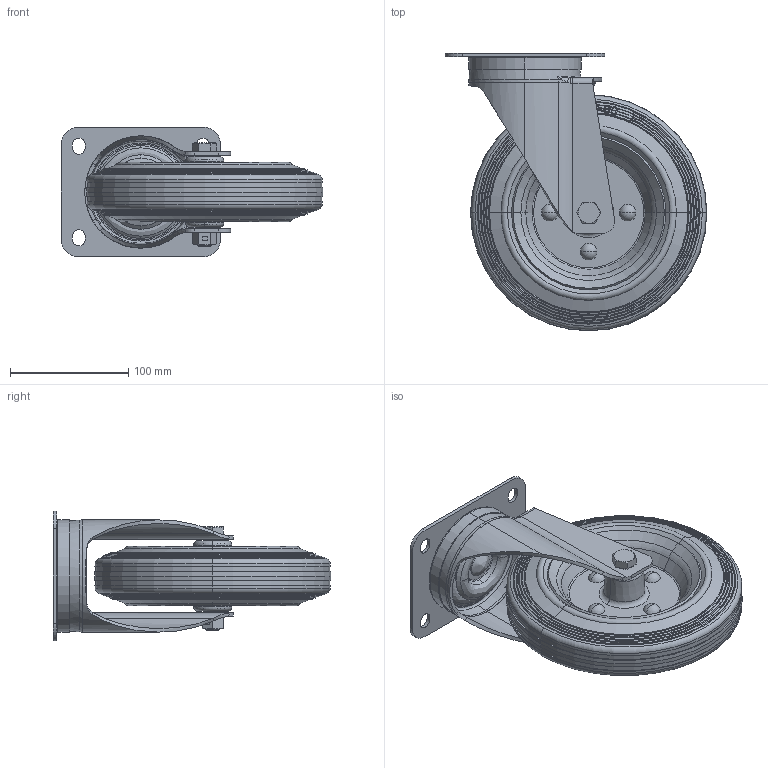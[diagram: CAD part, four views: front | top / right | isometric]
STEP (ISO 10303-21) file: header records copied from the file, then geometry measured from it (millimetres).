
FILE_DESCRIPTION (( 'STEP AP214' ), '1' );
FILE_NAME ('0029350_L-IS-SGS-200-R-3-grau.STEP', '2016-10-07T10:22:29', ( '' ), ( '' ), 'SwSTEP 2.0', 'SolidWorks 2016', '' );
FILE_SCHEMA (( 'AUTOMOTIVE_DESIGN' ));
Length unit declared in the file: millimetre
Products named in the file (1): 0029350_L-IS-SGS-200-R-3-grau
Bounding box: 221.5 x 235 x 110 mm (x, y, z)
Surface area: 293362.1 mm2 (no closed solid volume)
Topology: 0 solids, 26 shells, 971 faces, 2386 edges, 1498 vertices
Faces by surface type: plane 391, bspline 179, cone 164, cylinder 121, torus 116
Entity records: 47242 total; most frequent: CARTESIAN_POINT 14126, ORIENTED_EDGE 4740, DIRECTION 4446, EDGE_CURVE 2370, AXIS2_PLACEMENT_3D 1651, VERTEX_POINT 1498, LINE 1144, VECTOR 1144
